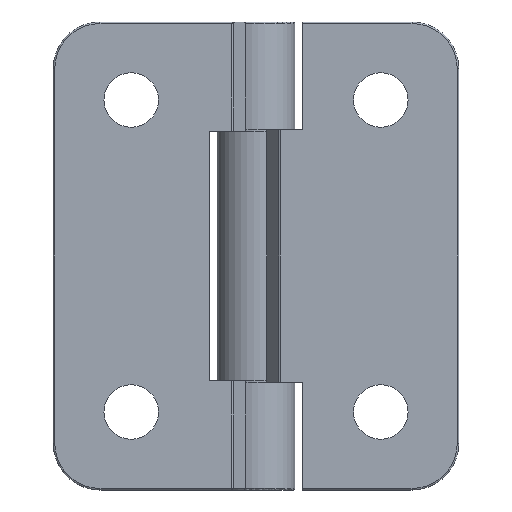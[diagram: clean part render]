
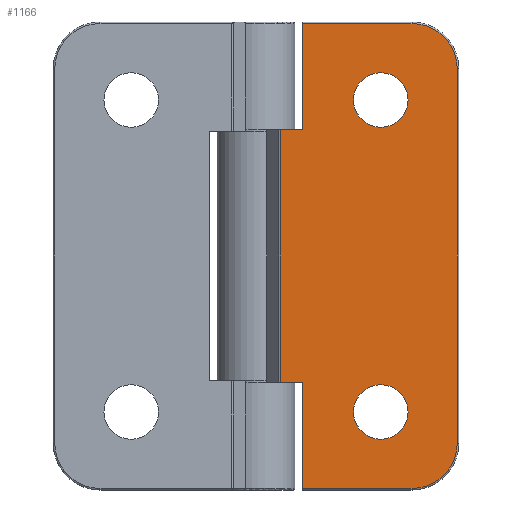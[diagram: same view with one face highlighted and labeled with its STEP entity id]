
A CAD part, front view. The second image highlights one B-rep face of the part: STEP entity #1166.
In plain terms, the highlighted planar face has unit normal (0, -1, 0).
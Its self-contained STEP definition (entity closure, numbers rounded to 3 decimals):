
#110=FACE_BOUND('',#351,.T.);
#111=FACE_BOUND('',#352,.T.);
#179=CIRCLE('',#1299,2.9);
#182=CIRCLE('',#1304,2.9);
#193=CIRCLE('',#1322,1.75);
#194=CIRCLE('',#1323,1.75);
#259=FACE_OUTER_BOUND('',#350,.T.);
#350=EDGE_LOOP('',(#1042,#1043,#1044,#1045,#1046,#1047,#1048,#1049,#1050,
#1051));
#351=EDGE_LOOP('',(#1052));
#352=EDGE_LOOP('',(#1053));
#408=LINE('',#1976,#478);
#411=LINE('',#1990,#481);
#414=LINE('',#2001,#484);
#418=LINE('',#2013,#488);
#422=LINE('',#2027,#492);
#426=LINE('',#2037,#496);
#429=LINE('',#2044,#499);
#432=LINE('',#2059,#502);
#478=VECTOR('',#1562,1.449);
#481=VECTOR('',#1575,6.8);
#484=VECTOR('',#1584,6.8);
#488=VECTOR('',#1594,1.449);
#492=VECTOR('',#1610,16.2);
#496=VECTOR('',#1622,7.);
#499=VECTOR('',#1629,7.);
#502=VECTOR('',#1646,24.);
#567=VERTEX_POINT('',#1974);
#568=VERTEX_POINT('',#1975);
#574=VERTEX_POINT('',#1989);
#578=VERTEX_POINT('',#1999);
#579=VERTEX_POINT('',#2000);
#584=VERTEX_POINT('',#2012);
#590=VERTEX_POINT('',#2035);
#592=VERTEX_POINT('',#2043);
#594=VERTEX_POINT('',#2049);
#596=VERTEX_POINT('',#2055);
#607=VERTEX_POINT('',#2094);
#608=VERTEX_POINT('',#2096);
#701=EDGE_CURVE('',#567,#568,#408,.T.);
#708=EDGE_CURVE('',#574,#567,#411,.T.);
#713=EDGE_CURVE('',#578,#579,#414,.T.);
#719=EDGE_CURVE('',#584,#578,#418,.T.);
#727=EDGE_CURVE('',#584,#568,#422,.T.);
#732=EDGE_CURVE('',#590,#579,#426,.T.);
#735=EDGE_CURVE('',#574,#592,#429,.T.);
#740=EDGE_CURVE('',#592,#594,#179,.T.);
#743=EDGE_CURVE('',#594,#596,#432,.T.);
#745=EDGE_CURVE('',#596,#590,#182,.T.);
#761=EDGE_CURVE('',#607,#607,#193,.T.);
#762=EDGE_CURVE('',#608,#608,#194,.T.);
#1042=ORIENTED_EDGE('',*,*,#701,.T.);
#1043=ORIENTED_EDGE('',*,*,#727,.F.);
#1044=ORIENTED_EDGE('',*,*,#719,.T.);
#1045=ORIENTED_EDGE('',*,*,#713,.T.);
#1046=ORIENTED_EDGE('',*,*,#732,.F.);
#1047=ORIENTED_EDGE('',*,*,#745,.F.);
#1048=ORIENTED_EDGE('',*,*,#743,.F.);
#1049=ORIENTED_EDGE('',*,*,#740,.F.);
#1050=ORIENTED_EDGE('',*,*,#735,.F.);
#1051=ORIENTED_EDGE('',*,*,#708,.T.);
#1052=ORIENTED_EDGE('',*,*,#761,.T.);
#1053=ORIENTED_EDGE('',*,*,#762,.T.);
#1101=PLANE('',#1321);
#1166=ADVANCED_FACE('',(#259,#110,#111),#1101,.T.);
#1299=AXIS2_PLACEMENT_3D('',#2053,#1639,#1640);
#1304=AXIS2_PLACEMENT_3D('',#2062,#1651,#1652);
#1321=AXIS2_PLACEMENT_3D('',#2093,#1690,#1691);
#1322=AXIS2_PLACEMENT_3D('',#2095,#1692,#1693);
#1323=AXIS2_PLACEMENT_3D('',#2097,#1694,#1695);
#1562=DIRECTION('',(1.,0.,0.));
#1575=DIRECTION('',(0.,0.,1.));
#1584=DIRECTION('',(0.,0.,1.));
#1594=DIRECTION('',(-1.,0.,0.));
#1610=DIRECTION('',(0.,0.,-1.));
#1622=DIRECTION('',(1.,0.,0.));
#1629=DIRECTION('',(-1.,0.,0.));
#1639=DIRECTION('center_axis',(0.,1.,0.));
#1640=DIRECTION('ref_axis',(-0.707,0.,-0.707));
#1646=DIRECTION('',(0.,0.,1.));
#1651=DIRECTION('center_axis',(0.,1.,0.));
#1652=DIRECTION('ref_axis',(-0.707,0.,0.707));
#1690=DIRECTION('center_axis',(0.,-1.,0.));
#1691=DIRECTION('ref_axis',(1.,0.,0.));
#1692=DIRECTION('center_axis',(0.,1.,0.));
#1693=DIRECTION('ref_axis',(1.,0.,0.));
#1694=DIRECTION('center_axis',(0.,1.,0.));
#1695=DIRECTION('ref_axis',(1.,0.,0.));
#1974=CARTESIAN_POINT('',(-3.,0.,-8.1));
#1975=CARTESIAN_POINT('',(-1.551,0.,-8.1));
#1976=CARTESIAN_POINT('',(-8.,0.,-8.1));
#1989=CARTESIAN_POINT('',(-3.,0.,-14.9));
#1990=CARTESIAN_POINT('',(-3.,0.,-10.977));
#1999=CARTESIAN_POINT('',(-3.,0.,8.1));
#2000=CARTESIAN_POINT('',(-3.,0.,14.9));
#2001=CARTESIAN_POINT('',(-3.,0.,4.05));
#2012=CARTESIAN_POINT('',(-1.551,0.,8.1));
#2013=CARTESIAN_POINT('',(-3.948,0.,8.1));
#2027=CARTESIAN_POINT('',(-1.551,0.,0.));
#2035=CARTESIAN_POINT('',(-10.,0.,14.9));
#2037=CARTESIAN_POINT('',(-6.5,0.,14.9));
#2043=CARTESIAN_POINT('',(-10.,0.,-14.9));
#2044=CARTESIAN_POINT('',(-6.5,0.,-14.9));
#2049=CARTESIAN_POINT('',(-12.9,0.,-12.));
#2053=CARTESIAN_POINT('Origin',(-10.,0.,-12.));
#2055=CARTESIAN_POINT('',(-12.9,0.,12.));
#2059=CARTESIAN_POINT('',(-12.9,0.,0.));
#2062=CARTESIAN_POINT('Origin',(-10.,0.,12.));
#2093=CARTESIAN_POINT('Origin',(-13.,0.,0.));
#2094=CARTESIAN_POINT('',(-9.75,0.,10.));
#2095=CARTESIAN_POINT('Origin',(-8.,0.,10.));
#2096=CARTESIAN_POINT('',(-9.75,0.,-10.));
#2097=CARTESIAN_POINT('Origin',(-8.,0.,-10.));
